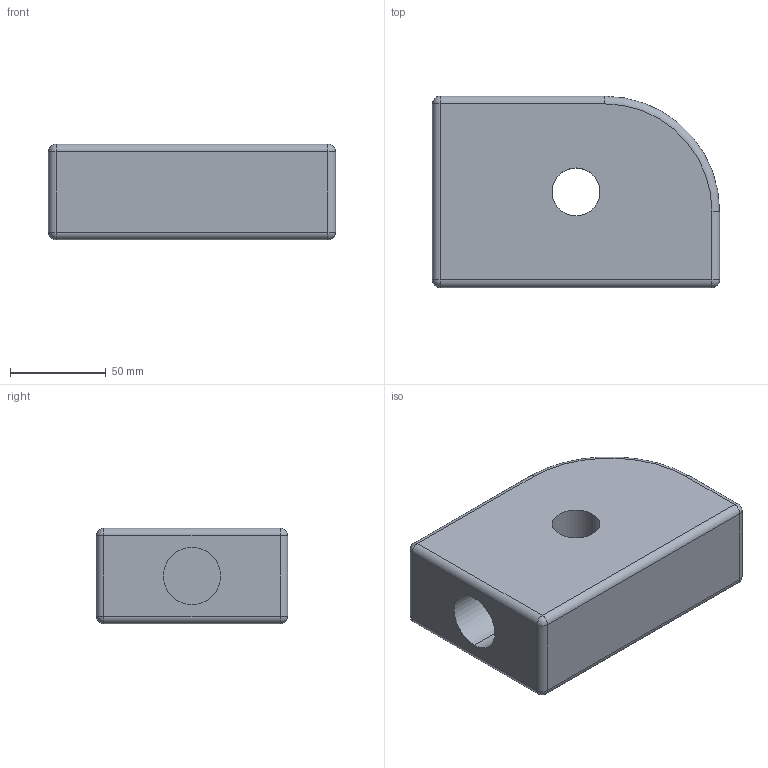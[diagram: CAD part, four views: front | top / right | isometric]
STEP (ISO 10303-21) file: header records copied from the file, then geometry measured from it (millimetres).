
FILE_DESCRIPTION (( 'STEP AP203' ), '1' );
FILE_NAME ('link 5_Default_sldprt.STEP', '2020-09-21T15:24:02', ( '' ), ( '' ), 'SwSTEP 2.0', 'SolidWorks 2018', '' );
FILE_SCHEMA (( 'CONFIG_CONTROL_DESIGN' ));
Length unit declared in the file: millimetre
Products named in the file (1): link 5_Default_sldprt
Bounding box: 150 x 100 x 50 mm (x, y, z)
Volume: 640718.6 mm3; surface area: 58864.3 mm2
Topology: 1 solids, 1 shells, 31 faces, 68 edges, 34 vertices
Faces by surface type: cylinder 16, plane 7, sphere 6, torus 2
Entity records: 875 total; most frequent: DIRECTION 160, CARTESIAN_POINT 128, ORIENTED_EDGE 124, AXIS2_PLACEMENT_3D 66, EDGE_CURVE 62, CIRCLE 34, VERTEX_POINT 34, EDGE_LOOP 34
